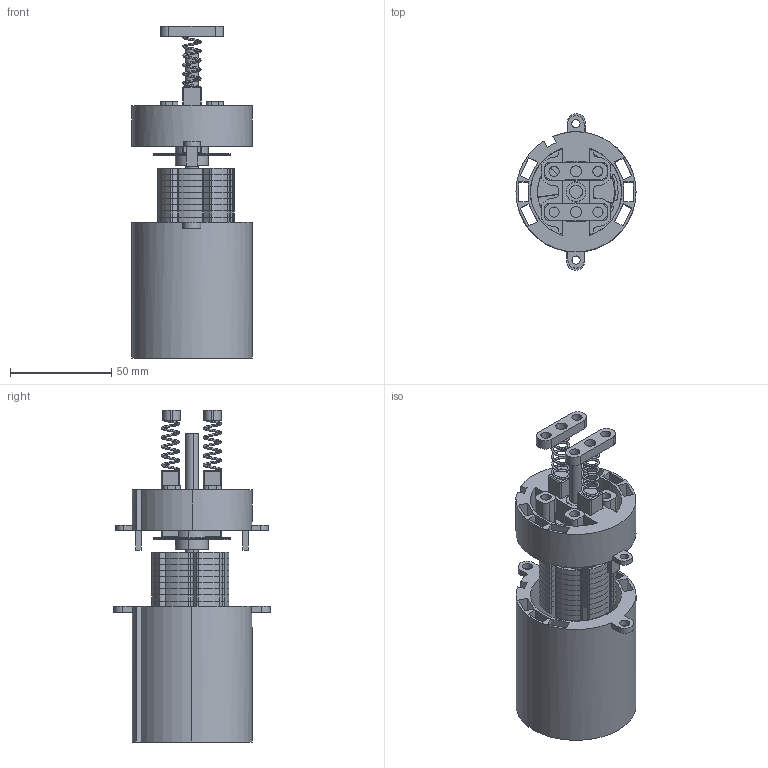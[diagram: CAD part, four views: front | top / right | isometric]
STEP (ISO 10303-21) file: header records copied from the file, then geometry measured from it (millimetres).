
FILE_DESCRIPTION (( 'STEP AP203' ), '1' );
FILE_NAME ('AttachedModel_v2.STEP', '2018-04-06T23:49:35', ( '' ), ( '' ), 'SwSTEP 2.0', 'SolidWorks 2017', '' );
FILE_SCHEMA (( 'CONFIG_CONTROL_DESIGN' ));
Length unit declared in the file: millimetre
Products named in the file (11): pressurecap-front; AttachedModel_v2; bearing_eigthInch; commutator_attachment1; diskCommutator; shaft_quarterinch; StatorShell_v2; RotorCore; pressurecap-back; StatorShell_v2_attachment; carbonbrush_90mmx90mmx300mm
Assembly tree (13 placements, depth 2):
  AttachedModel_v2
    StatorShell_v2
    StatorShell_v2_attachment
    bearing_eigthInch  x2
    shaft_quarterinch
    RotorCore
    commutator_attachment1
    carbonbrush_90mmx90mmx300mm  x2
    pressurecap-back
    pressurecap-front  x2
    diskCommutator
Bounding box: 59.28 x 77.28 x 163.86 mm (x, y, z)
Volume: 123751.6 mm3; surface area: 95550.1 mm2
Topology: 36 solids, 36 shells, 1318 faces, 3675 edges, 2422 vertices
Faces by surface type: cylinder 1049, plane 249, sphere 16, bspline 4
Entity records: 45486 total; most frequent: CARTESIAN_POINT 9408, DIRECTION 8155, ORIENTED_EDGE 7094, EDGE_CURVE 3547, AXIS2_PLACEMENT_3D 3337, VERTEX_POINT 2356, CIRCLE 2057, VECTOR 1481
